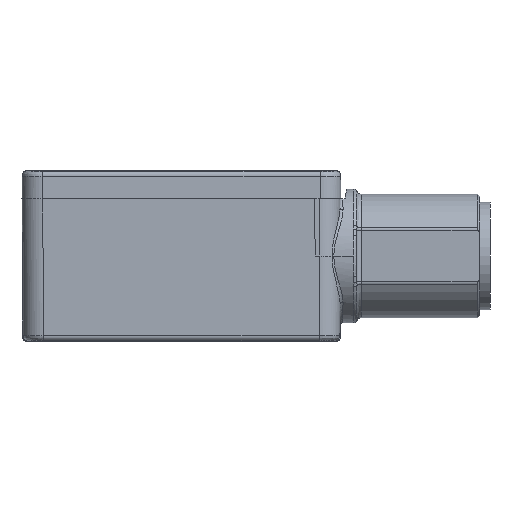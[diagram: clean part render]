
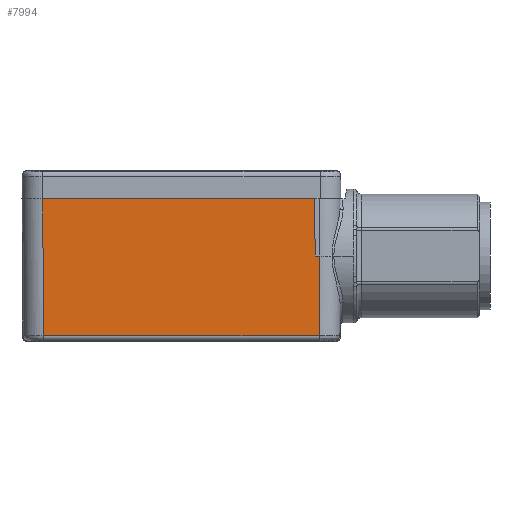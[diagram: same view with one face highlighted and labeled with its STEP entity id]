
A CAD part, front view. The second image highlights one B-rep face of the part: STEP entity #7994.
In plain terms, the highlighted planar face has unit normal (0, -1, -0.009).
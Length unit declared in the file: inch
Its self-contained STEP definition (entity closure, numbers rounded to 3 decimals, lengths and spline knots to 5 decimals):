
#512 = VERTEX_POINT ( 'NONE', #9647 ) ;
#747 = ORIENTED_EDGE ( 'NONE', *, *, #33776, .T. ) ;
#1620 = CARTESIAN_POINT ( 'NONE',  ( 1.04331, -1.71358, 0.02953 ) ) ;
#4060 = ORIENTED_EDGE ( 'NONE', *, *, #23148, .T. ) ;
#4199 = CARTESIAN_POINT ( 'NONE',  ( 0.96266, -1.71168, -0.18898 ) ) ;
#4295 = DIRECTION ( 'NONE',  ( 0., 0.009, -1. ) ) ;
#4516 = CARTESIAN_POINT ( 'NONE',  ( 0.94298, -1.71358, 0.02953 ) ) ;
#4550 = CARTESIAN_POINT ( 'NONE',  ( 1.10979, -1.71358, 0.02953 ) ) ;
#5160 = CARTESIAN_POINT ( 'NONE',  ( 0.96266, -1.71168, -0.18898 ) ) ;
#5172 = VECTOR ( 'NONE', #26613, 39.37008 ) ;
#6541 = DIRECTION ( 'NONE',  ( 1., 0., 0. ) ) ;
#7072 = ORIENTED_EDGE ( 'NONE', *, *, #7282, .F. ) ;
#7127 = CARTESIAN_POINT ( 'NONE',  ( -0.09365, -1.70881, -0.51765 ) ) ;
#7219 = VERTEX_POINT ( 'NONE', #4199 ) ;
#7282 = EDGE_CURVE ( 'NONE', #31897, #9901, #28746, .T. ) ;
#7994 = ADVANCED_FACE ( 'NONE', ( #14728 ), #25834, .T. ) ;
#8942 = DIRECTION ( 'NONE',  ( 0., -1., -0.009 ) ) ;
#9162 = LINE ( 'NONE', #25891, #20655 ) ;
#9647 = CARTESIAN_POINT ( 'NONE',  ( 0.94488, -1.71168, -0.18898 ) ) ;
#9901 = VERTEX_POINT ( 'NONE', #4516 ) ;
#10652 = DIRECTION ( 'NONE',  ( 0.009, -0.009, 1. ) ) ;
#12257 = ORIENTED_EDGE ( 'NONE', *, *, #28149, .F. ) ;
#12455 = AXIS2_PLACEMENT_3D ( 'NONE', #1620, #8942, #4295 ) ;
#13041 = LINE ( 'NONE', #32066, #5172 ) ;
#13824 = DIRECTION ( 'NONE',  ( 1., 0., 0. ) ) ;
#14300 = EDGE_LOOP ( 'NONE', ( #7072, #12257, #4060, #747, #29914, #15086 ) ) ;
#14559 = LINE ( 'NONE', #7127, #28477 ) ;
#14728 = FACE_OUTER_BOUND ( 'NONE', #14300, .T. ) ;
#15086 = ORIENTED_EDGE ( 'NONE', *, *, #16915, .T. ) ;
#16049 = VERTEX_POINT ( 'NONE', #30460 ) ;
#16915 = EDGE_CURVE ( 'NONE', #512, #9901, #9162, .T. ) ;
#18535 = CARTESIAN_POINT ( 'NONE',  ( -0.09386, -1.70901, -0.49427 ) ) ;
#19893 = CARTESIAN_POINT ( 'NONE',  ( -0.09843, -1.71358, 0.02953 ) ) ;
#20655 = VECTOR ( 'NONE', #30841, 39.37008 ) ;
#21238 = CARTESIAN_POINT ( 'NONE',  ( 1.04331, -1.71168, -0.18898 ) ) ;
#23148 = EDGE_CURVE ( 'NONE', #33886, #16049, #13041, .T. ) ;
#25834 = PLANE ( 'NONE',  #12455 ) ;
#25891 = CARTESIAN_POINT ( 'NONE',  ( 0.94488, -1.71168, -0.18898 ) ) ;
#26613 = DIRECTION ( 'NONE',  ( 1., 0., 0. ) ) ;
#28149 = EDGE_CURVE ( 'NONE', #33886, #31897, #14559, .T. ) ;
#28303 = DIRECTION ( 'NONE',  ( -0.009, -0.009, 1. ) ) ;
#28460 = VECTOR ( 'NONE', #10652, 39.37008 ) ;
#28477 = VECTOR ( 'NONE', #28303, 39.37008 ) ;
#28746 = LINE ( 'NONE', #4550, #31590 ) ;
#29517 = LINE ( 'NONE', #5160, #28460 ) ;
#29914 = ORIENTED_EDGE ( 'NONE', *, *, #33757, .F. ) ;
#30460 = CARTESIAN_POINT ( 'NONE',  ( 0.96, -1.70901, -0.49427 ) ) ;
#30841 = DIRECTION ( 'NONE',  ( -0.009, -0.009, 1. ) ) ;
#31590 = VECTOR ( 'NONE', #6541, 39.37008 ) ;
#31857 = VECTOR ( 'NONE', #13824, 39.37008 ) ;
#31897 = VERTEX_POINT ( 'NONE', #19893 ) ;
#32066 = CARTESIAN_POINT ( 'NONE',  ( 1.04331, -1.70901, -0.49427 ) ) ;
#33757 = EDGE_CURVE ( 'NONE', #512, #7219, #34824, .T. ) ;
#33776 = EDGE_CURVE ( 'NONE', #16049, #7219, #29517, .T. ) ;
#33886 = VERTEX_POINT ( 'NONE', #18535 ) ;
#34824 = LINE ( 'NONE', #21238, #31857 ) ;
